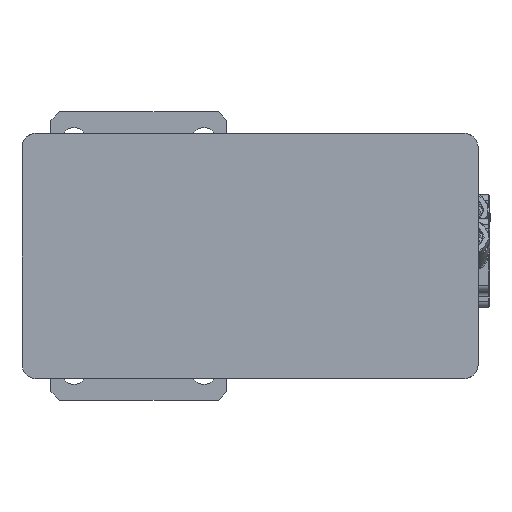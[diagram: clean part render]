
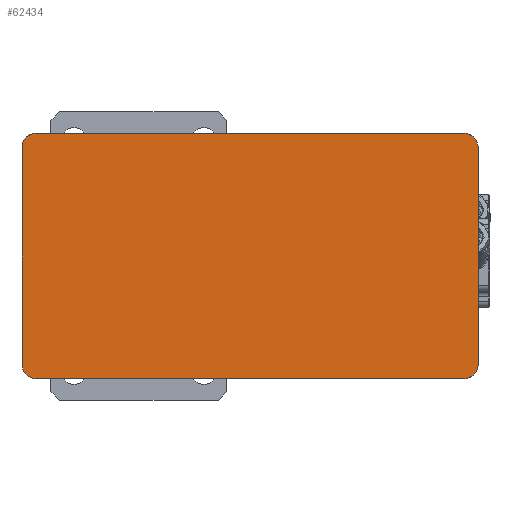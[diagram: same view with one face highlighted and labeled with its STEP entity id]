
A CAD part, front view. The second image highlights one B-rep face of the part: STEP entity #62434.
In plain terms, the highlighted face is planar.
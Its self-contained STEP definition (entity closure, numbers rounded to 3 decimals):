
#2593 = VECTOR ( 'NONE', #24997, 1000. ) ;
#3431 = CARTESIAN_POINT ( 'NONE',  ( -37.5, -35.5, -83. ) ) ;
#6274 = AXIS2_PLACEMENT_3D ( 'NONE', #79091, #36733, #86374 ) ;
#8559 = CIRCLE ( 'NONE', #72535, 5. ) ;
#9536 = EDGE_LOOP ( 'NONE', ( #85839, #68843, #16430, #59118, #76699, #44143, #61495, #78800 ) ) ;
#11609 = VECTOR ( 'NONE', #12939, 1000. ) ;
#11913 = VERTEX_POINT ( 'NONE', #55811 ) ;
#12939 = DIRECTION ( 'NONE',  ( 0., -1., 0. ) ) ;
#13373 = CARTESIAN_POINT ( 'NONE',  ( 42.5, 112.5, -83. ) ) ;
#14564 = LINE ( 'NONE', #76963, #53497 ) ;
#15315 = DIRECTION ( 'NONE',  ( -1., 0., 0. ) ) ;
#16430 = ORIENTED_EDGE ( 'NONE', *, *, #45376, .T. ) ;
#18208 = LINE ( 'NONE', #73738, #2593 ) ;
#21696 = CARTESIAN_POINT ( 'NONE',  ( -37.5, 112.5, -83. ) ) ;
#22091 = VERTEX_POINT ( 'NONE', #54004 ) ;
#23916 = DIRECTION ( 'NONE',  ( -1., 0., 0. ) ) ;
#24177 = VERTEX_POINT ( 'NONE', #80507 ) ;
#24997 = DIRECTION ( 'NONE',  ( -1., 0., 0. ) ) ;
#25405 = DIRECTION ( 'NONE',  ( 0., 0., -1. ) ) ;
#26804 = EDGE_CURVE ( 'NONE', #38875, #11913, #14564, .T. ) ;
#27135 = CARTESIAN_POINT ( 'NONE',  ( 42.5, 112.5, -83. ) ) ;
#27259 = CARTESIAN_POINT ( 'NONE',  ( -37.5, -40.5, -83. ) ) ;
#31806 = CIRCLE ( 'NONE', #82716, 5. ) ;
#32842 = VERTEX_POINT ( 'NONE', #76445 ) ;
#33076 = DIRECTION ( 'NONE',  ( 0., 0., -1. ) ) ;
#33335 = CARTESIAN_POINT ( 'NONE',  ( -42.5, -35.5, -83. ) ) ;
#36733 = DIRECTION ( 'NONE',  ( 0., 0., -1. ) ) ;
#38121 = CARTESIAN_POINT ( 'NONE',  ( 37.5, -40.5, -83. ) ) ;
#38875 = VERTEX_POINT ( 'NONE', #52998 ) ;
#40796 = DIRECTION ( 'NONE',  ( -1., 0., 0. ) ) ;
#40978 = EDGE_CURVE ( 'NONE', #55202, #70876, #18208, .T. ) ;
#44143 = ORIENTED_EDGE ( 'NONE', *, *, #46353, .T. ) ;
#44423 = EDGE_CURVE ( 'NONE', #70876, #22091, #31806, .T. ) ;
#45376 = EDGE_CURVE ( 'NONE', #32842, #38875, #53547, .T. ) ;
#46353 = EDGE_CURVE ( 'NONE', #58979, #24177, #74417, .T. ) ;
#49098 = AXIS2_PLACEMENT_3D ( 'NONE', #21696, #78148, #15315 ) ;
#50068 = DIRECTION ( 'NONE',  ( 1., 0., 0. ) ) ;
#51457 = EDGE_CURVE ( 'NONE', #11913, #58979, #61505, .T. ) ;
#52998 = CARTESIAN_POINT ( 'NONE',  ( -37.5, 117.5, -83. ) ) ;
#53497 = VECTOR ( 'NONE', #50068, 1000. ) ;
#53547 = CIRCLE ( 'NONE', #49098, 5. ) ;
#54004 = CARTESIAN_POINT ( 'NONE',  ( -42.5, -35.5, -83. ) ) ;
#55202 = VERTEX_POINT ( 'NONE', #38121 ) ;
#55811 = CARTESIAN_POINT ( 'NONE',  ( 37.5, 117.5, -83. ) ) ;
#58979 = VERTEX_POINT ( 'NONE', #27135 ) ;
#59118 = ORIENTED_EDGE ( 'NONE', *, *, #26804, .T. ) ;
#60469 = DIRECTION ( 'NONE',  ( -1., 0., 0. ) ) ;
#61495 = ORIENTED_EDGE ( 'NONE', *, *, #72412, .T. ) ;
#61505 = CIRCLE ( 'NONE', #6274, 5. ) ;
#62434 = ADVANCED_FACE ( 'NONE', ( #87793 ), #80515, .T. ) ;
#63918 = VECTOR ( 'NONE', #81154, 1000. ) ;
#65666 = LINE ( 'NONE', #33335, #63918 ) ;
#66708 = DIRECTION ( 'NONE',  ( 0., 0., -1. ) ) ;
#66763 = CARTESIAN_POINT ( 'NONE',  ( 37.5, -35.5, -83. ) ) ;
#66836 = CARTESIAN_POINT ( 'NONE',  ( -37.5, -35.5, -83. ) ) ;
#68843 = ORIENTED_EDGE ( 'NONE', *, *, #70334, .T. ) ;
#70334 = EDGE_CURVE ( 'NONE', #22091, #32842, #65666, .T. ) ;
#70876 = VERTEX_POINT ( 'NONE', #27259 ) ;
#72412 = EDGE_CURVE ( 'NONE', #24177, #55202, #8559, .T. ) ;
#72535 = AXIS2_PLACEMENT_3D ( 'NONE', #66763, #33076, #40796 ) ;
#73738 = CARTESIAN_POINT ( 'NONE',  ( 37.5, -40.5, -83. ) ) ;
#74417 = LINE ( 'NONE', #13373, #11609 ) ;
#76445 = CARTESIAN_POINT ( 'NONE',  ( -42.5, 112.5, -83. ) ) ;
#76699 = ORIENTED_EDGE ( 'NONE', *, *, #51457, .T. ) ;
#76963 = CARTESIAN_POINT ( 'NONE',  ( -37.5, 117.5, -83. ) ) ;
#78148 = DIRECTION ( 'NONE',  ( 0., 0., -1. ) ) ;
#78800 = ORIENTED_EDGE ( 'NONE', *, *, #40978, .T. ) ;
#79091 = CARTESIAN_POINT ( 'NONE',  ( 37.5, 112.5, -83. ) ) ;
#80507 = CARTESIAN_POINT ( 'NONE',  ( 42.5, -35.5, -83. ) ) ;
#80515 = PLANE ( 'NONE',  #83287 ) ;
#81154 = DIRECTION ( 'NONE',  ( 0., 1., 0. ) ) ;
#82716 = AXIS2_PLACEMENT_3D ( 'NONE', #3431, #66708, #23916 ) ;
#83287 = AXIS2_PLACEMENT_3D ( 'NONE', #66836, #25405, #60469 ) ;
#85839 = ORIENTED_EDGE ( 'NONE', *, *, #44423, .T. ) ;
#86374 = DIRECTION ( 'NONE',  ( -1., 0., 0. ) ) ;
#87793 = FACE_OUTER_BOUND ( 'NONE', #9536, .T. ) ;
